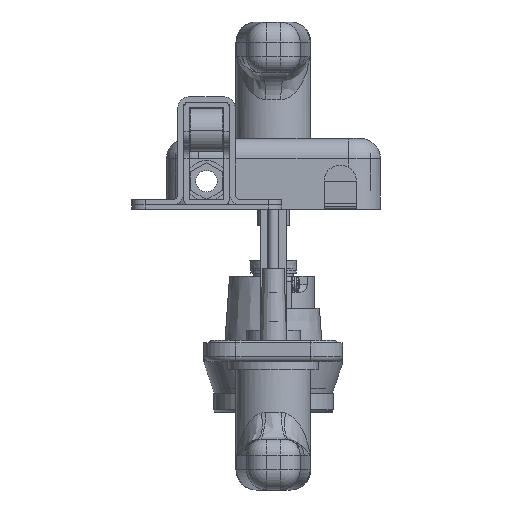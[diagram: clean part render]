
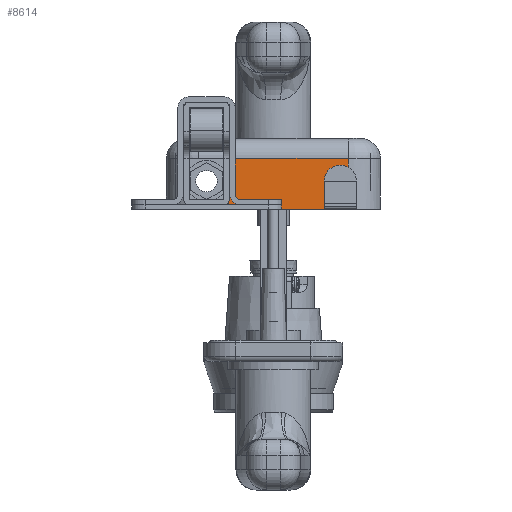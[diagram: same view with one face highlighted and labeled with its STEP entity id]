
A CAD part, front view. The second image highlights one B-rep face of the part: STEP entity #8614.
In plain terms, the highlighted planar face has unit normal (0, -1, 0).
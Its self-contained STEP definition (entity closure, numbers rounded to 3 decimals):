
#611 = CARTESIAN_POINT ( 'NONE',  ( -40., -134., 0. ) ) ;
#948 = VERTEX_POINT ( 'NONE', #18308 ) ;
#1631 = VERTEX_POINT ( 'NONE', #26434 ) ;
#1637 = AXIS2_PLACEMENT_3D ( 'NONE', #22306, #22112, #10482 ) ;
#2087 = DIRECTION ( 'NONE',  ( 0., 0., -1. ) ) ;
#2714 = DIRECTION ( 'NONE',  ( 0., 0., 1. ) ) ;
#3221 = CIRCLE ( 'NONE', #14961, 6. ) ;
#3252 = VERTEX_POINT ( 'NONE', #28458 ) ;
#3262 = PLANE ( 'NONE',  #1637 ) ;
#3931 = EDGE_CURVE ( 'NONE', #10863, #3252, #14403, .T. ) ;
#4362 = FACE_OUTER_BOUND ( 'NONE', #4582, .T. ) ;
#4582 = EDGE_LOOP ( 'NONE', ( #8365, #29049, #8362, #24648, #15974, #15980, #6539, #20025 ) ) ;
#6539 = ORIENTED_EDGE ( 'NONE', *, *, #29146, .F. ) ;
#7576 = EDGE_CURVE ( 'NONE', #27583, #9136, #18948, .T. ) ;
#7599 = DIRECTION ( 'NONE',  ( 1., 0., 0. ) ) ;
#7747 = CARTESIAN_POINT ( 'NONE',  ( -25., -134., 10.5 ) ) ;
#7843 = DIRECTION ( 'NONE',  ( 0., 0., 1. ) ) ;
#8293 = VERTEX_POINT ( 'NONE', #29880 ) ;
#8297 = VECTOR ( 'NONE', #7599, 1000. ) ;
#8362 = ORIENTED_EDGE ( 'NONE', *, *, #15822, .T. ) ;
#8365 = ORIENTED_EDGE ( 'NONE', *, *, #7576, .F. ) ;
#8614 = ADVANCED_FACE ( 'NONE', ( #4362 ), #3262, .F. ) ;
#9136 = VERTEX_POINT ( 'NONE', #10533 ) ;
#9139 = LINE ( 'NONE', #26123, #28724 ) ;
#9797 = CARTESIAN_POINT ( 'NONE',  ( -28., -134., 19. ) ) ;
#10215 = DIRECTION ( 'NONE',  ( 0., -1., 0. ) ) ;
#10482 = DIRECTION ( 'NONE',  ( 0., 0., 1. ) ) ;
#10533 = CARTESIAN_POINT ( 'NONE',  ( 19., -134., 0. ) ) ;
#10863 = VERTEX_POINT ( 'NONE', #9797 ) ;
#10901 = EDGE_CURVE ( 'NONE', #8293, #3252, #3221, .T. ) ;
#11253 = DIRECTION ( 'NONE',  ( 0., -1., 0. ) ) ;
#13102 = DIRECTION ( 'NONE',  ( -1., 0., 0. ) ) ;
#13393 = CARTESIAN_POINT ( 'NONE',  ( -28., -134., 19. ) ) ;
#13665 = CARTESIAN_POINT ( 'NONE',  ( 25., -134., 10.5 ) ) ;
#13970 = DIRECTION ( 'NONE',  ( 0., 0., -1. ) ) ;
#14343 = EDGE_CURVE ( 'NONE', #16634, #27583, #16514, .T. ) ;
#14403 = LINE ( 'NONE', #22531, #15548 ) ;
#14961 = AXIS2_PLACEMENT_3D ( 'NONE', #7747, #10215, #7843 ) ;
#14997 = VECTOR ( 'NONE', #13970, 1000. ) ;
#15548 = VECTOR ( 'NONE', #15579, 1000. ) ;
#15579 = DIRECTION ( 'NONE',  ( 0., 0., -1. ) ) ;
#15822 = EDGE_CURVE ( 'NONE', #16634, #1631, #9139, .T. ) ;
#15965 = LINE ( 'NONE', #13393, #16688 ) ;
#15974 = ORIENTED_EDGE ( 'NONE', *, *, #3931, .T. ) ;
#15980 = ORIENTED_EDGE ( 'NONE', *, *, #10901, .F. ) ;
#16514 = CIRCLE ( 'NONE', #22157, 6. ) ;
#16634 = VERTEX_POINT ( 'NONE', #26372 ) ;
#16688 = VECTOR ( 'NONE', #13102, 1000. ) ;
#18308 = CARTESIAN_POINT ( 'NONE',  ( -19., -134., 0. ) ) ;
#18948 = LINE ( 'NONE', #27832, #14997 ) ;
#20025 = ORIENTED_EDGE ( 'NONE', *, *, #22414, .T. ) ;
#22112 = DIRECTION ( 'NONE',  ( 0., 1., 0. ) ) ;
#22157 = AXIS2_PLACEMENT_3D ( 'NONE', #13665, #11253, #2087 ) ;
#22306 = CARTESIAN_POINT ( 'NONE',  ( -40., -134., 26.5 ) ) ;
#22414 = EDGE_CURVE ( 'NONE', #948, #9136, #26781, .T. ) ;
#22531 = CARTESIAN_POINT ( 'NONE',  ( -28., -134., 26.5 ) ) ;
#24648 = ORIENTED_EDGE ( 'NONE', *, *, #29046, .T. ) ;
#25809 = CARTESIAN_POINT ( 'NONE',  ( -19., -134., 0. ) ) ;
#26008 = DIRECTION ( 'NONE',  ( 0., 0., 1. ) ) ;
#26123 = CARTESIAN_POINT ( 'NONE',  ( 28., -134., 26.5 ) ) ;
#26372 = CARTESIAN_POINT ( 'NONE',  ( 28., -134., 15.696 ) ) ;
#26434 = CARTESIAN_POINT ( 'NONE',  ( 28., -134., 19. ) ) ;
#26768 = LINE ( 'NONE', #25809, #27842 ) ;
#26781 = LINE ( 'NONE', #611, #8297 ) ;
#27583 = VERTEX_POINT ( 'NONE', #27870 ) ;
#27832 = CARTESIAN_POINT ( 'NONE',  ( 19., -134., 0. ) ) ;
#27842 = VECTOR ( 'NONE', #26008, 1000. ) ;
#27870 = CARTESIAN_POINT ( 'NONE',  ( 19., -134., 10.5 ) ) ;
#28458 = CARTESIAN_POINT ( 'NONE',  ( -28., -134., 15.696 ) ) ;
#28724 = VECTOR ( 'NONE', #2714, 1000. ) ;
#29046 = EDGE_CURVE ( 'NONE', #1631, #10863, #15965, .T. ) ;
#29049 = ORIENTED_EDGE ( 'NONE', *, *, #14343, .F. ) ;
#29146 = EDGE_CURVE ( 'NONE', #948, #8293, #26768, .T. ) ;
#29880 = CARTESIAN_POINT ( 'NONE',  ( -19., -134., 10.5 ) ) ;
